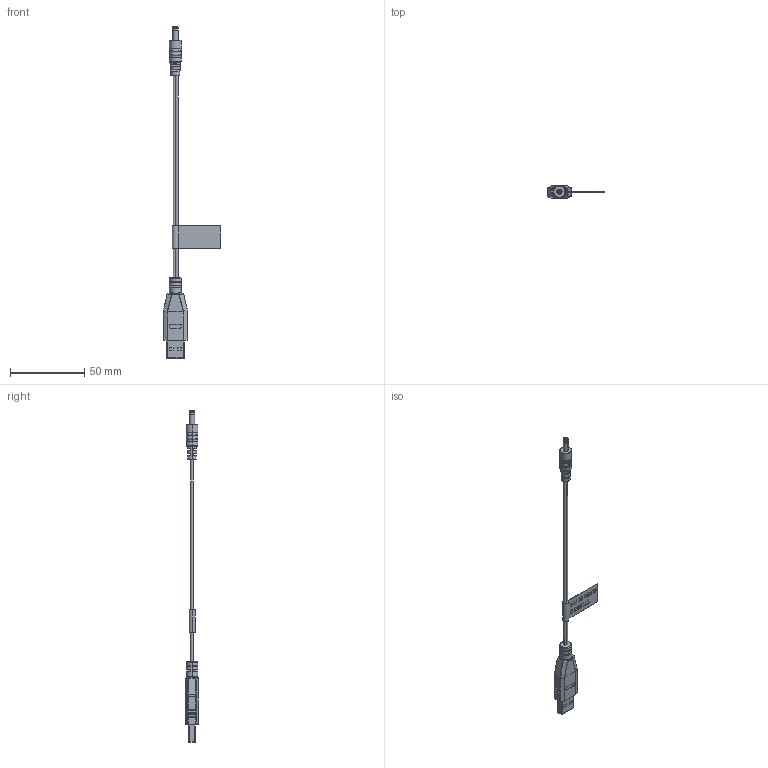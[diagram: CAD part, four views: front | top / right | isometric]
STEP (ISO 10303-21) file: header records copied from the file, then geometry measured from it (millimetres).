
FILE_DESCRIPTION (( 'STEP AP214' ), '1' );
FILE_NAME ('10-00249_revA3.STEP', '2016-03-31T22:17:35', ( 'Joel' ), ( 'Microsoft' ), 'SwSTEP 2.0', 'SolidWorks 2015', '' );
FILE_SCHEMA (( 'AUTOMOTIVE_DESIGN' ));
Length unit declared in the file: millimetre
Products named in the file (13): Label 249; 50-00056; 50-00056 shell; 50-00056 pin; 50-00056 insulator; 50-00056 insulator block; 50-00425; 50-00425 shell; 50-00425 insulator; 24-00050_default; 24-00023; 30-00008_wbc; 10-00249_revA3
Assembly tree (12 placements, depth 3):
  10-00249_revA3
    30-00008_wbc
    24-00023
    24-00050_default
    50-00425
      50-00425 insulator
      50-00425 shell
    50-00056
      50-00056 insulator block
      50-00056 insulator
      50-00056 pin
      50-00056 shell
    Label 249
Bounding box: 38.65 x 8.4 x 223.85 mm (x, y, z)
Volume: 7130.9 mm3; surface area: 12725.9 mm2
Topology: 59 solids, 59 shells, 1158 faces, 2750 edges, 1741 vertices
Faces by surface type: plane 586, cylinder 286, bspline 202, cone 43, torus 37, sphere 4
Entity records: 47832 total; most frequent: CARTESIAN_POINT 14955, ORIENTED_EDGE 5468, DIRECTION 4853, EDGE_CURVE 2734, VERTEX_POINT 1741, AXIS2_PLACEMENT_3D 1681, VECTOR 1491, LINE 1491
